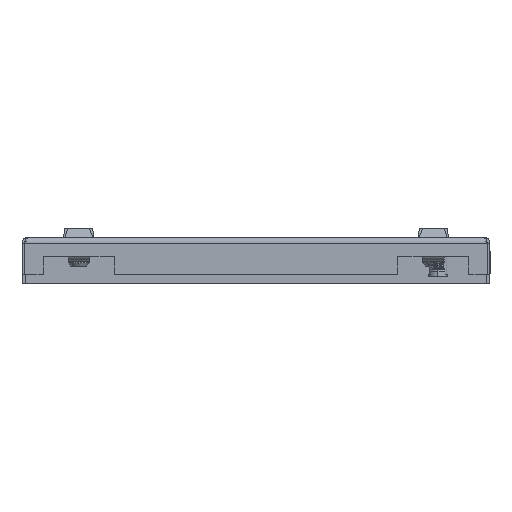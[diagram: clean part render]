
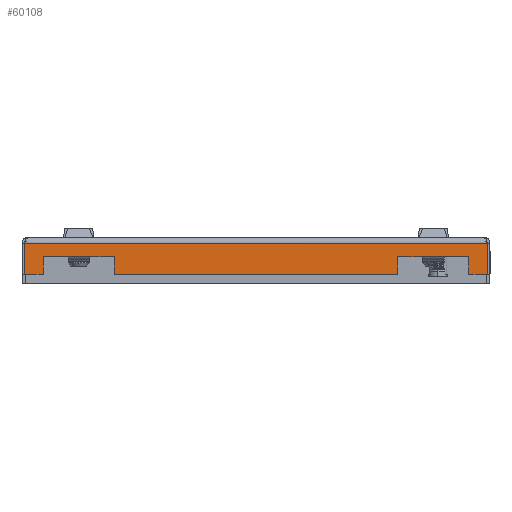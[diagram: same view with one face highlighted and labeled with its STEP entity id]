
A CAD part, left-side view. The second image highlights one B-rep face of the part: STEP entity #60108.
In plain terms, the highlighted planar face has unit normal (-1, 0, 0).
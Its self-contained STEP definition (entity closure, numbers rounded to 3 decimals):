
#11241 = EDGE_LOOP ( 'NONE', ( #28144, #28143, #28142, #28141, #28140, #28139, #28138, #28137, #28136, #28135, #28134, #28133 ) ) ;
#25441 = PLANE ( 'NONE',  #65215 ) ;
#25443 = CARTESIAN_POINT ( 'NONE',  ( -232.5, -98., 0. ) ) ;
#25444 = DIRECTION ( 'NONE',  ( 1., 0., 0. ) ) ;
#25445 = DIRECTION ( 'NONE',  ( 0., 0., -1. ) ) ;
#28133 = ORIENTED_EDGE ( 'NONE', *, *, #41777, .F. ) ;
#28134 = ORIENTED_EDGE ( 'NONE', *, *, #41776, .T. ) ;
#28135 = ORIENTED_EDGE ( 'NONE', *, *, #41775, .T. ) ;
#28136 = ORIENTED_EDGE ( 'NONE', *, *, #41774, .T. ) ;
#28137 = ORIENTED_EDGE ( 'NONE', *, *, #41773, .T. ) ;
#28138 = ORIENTED_EDGE ( 'NONE', *, *, #41772, .T. ) ;
#28139 = ORIENTED_EDGE ( 'NONE', *, *, #41771, .T. ) ;
#28140 = ORIENTED_EDGE ( 'NONE', *, *, #41770, .T. ) ;
#28141 = ORIENTED_EDGE ( 'NONE', *, *, #41769, .T. ) ;
#28142 = ORIENTED_EDGE ( 'NONE', *, *, #41768, .T. ) ;
#28143 = ORIENTED_EDGE ( 'NONE', *, *, #41767, .T. ) ;
#28144 = ORIENTED_EDGE ( 'NONE', *, *, #41766, .F. ) ;
#37728 = VERTEX_POINT ( 'NONE', #60139 ) ;
#37729 = VERTEX_POINT ( 'NONE', #60137 ) ;
#37730 = VERTEX_POINT ( 'NONE', #60135 ) ;
#37731 = VERTEX_POINT ( 'NONE', #60134 ) ;
#37732 = VERTEX_POINT ( 'NONE', #60132 ) ;
#37733 = VERTEX_POINT ( 'NONE', #60130 ) ;
#37734 = VERTEX_POINT ( 'NONE', #60129 ) ;
#37735 = VERTEX_POINT ( 'NONE', #60127 ) ;
#37736 = VERTEX_POINT ( 'NONE', #60125 ) ;
#37737 = VERTEX_POINT ( 'NONE', #60124 ) ;
#37743 = VERTEX_POINT ( 'NONE', #60114 ) ;
#37752 = VERTEX_POINT ( 'NONE', #60099 ) ;
#41766 = EDGE_CURVE ( 'NONE', #37743, #37752, #67154, .T. ) ;
#41767 = EDGE_CURVE ( 'NONE', #37743, #37737, #67168, .T. ) ;
#41768 = EDGE_CURVE ( 'NONE', #37737, #37736, #67162, .T. ) ;
#41769 = EDGE_CURVE ( 'NONE', #37736, #37735, #67172, .T. ) ;
#41770 = EDGE_CURVE ( 'NONE', #37735, #37734, #67174, .T. ) ;
#41771 = EDGE_CURVE ( 'NONE', #37734, #37733, #67176, .T. ) ;
#41772 = EDGE_CURVE ( 'NONE', #37733, #37732, #67178, .T. ) ;
#41773 = EDGE_CURVE ( 'NONE', #37732, #37731, #67180, .T. ) ;
#41774 = EDGE_CURVE ( 'NONE', #37731, #37730, #67182, .T. ) ;
#41775 = EDGE_CURVE ( 'NONE', #37730, #37729, #67184, .T. ) ;
#41776 = EDGE_CURVE ( 'NONE', #37729, #37728, #67186, .T. ) ;
#41777 = EDGE_CURVE ( 'NONE', #37752, #37728, #67188, .T. ) ;
#50701 = DIRECTION ( 'NONE',  ( 0., 0., -1. ) ) ;
#50704 = CARTESIAN_POINT ( 'NONE',  ( -232.5, -97.999, 195.701 ) ) ;
#50706 = DIRECTION ( 'NONE',  ( 0., -1., 0. ) ) ;
#50708 = CARTESIAN_POINT ( 'NONE',  ( -232.5, -98., -14. ) ) ;
#50710 = DIRECTION ( 'NONE',  ( 0., 0., -1. ) ) ;
#50712 = CARTESIAN_POINT ( 'NONE',  ( -232.5, -90., -14. ) ) ;
#50713 = DIRECTION ( 'NONE',  ( 0., -1., 0. ) ) ;
#50715 = CARTESIAN_POINT ( 'NONE',  ( -232.5, -90., -6.5 ) ) ;
#50717 = DIRECTION ( 'NONE',  ( 0., 0., 1. ) ) ;
#50757 = CARTESIAN_POINT ( 'NONE',  ( -232.5, -60., -14. ) ) ;
#50759 = DIRECTION ( 'NONE',  ( 0., -1., 0. ) ) ;
#50761 = CARTESIAN_POINT ( 'NONE',  ( -232.5, -98., -14. ) ) ;
#50762 = DIRECTION ( 'NONE',  ( 0., 0., -1. ) ) ;
#50764 = CARTESIAN_POINT ( 'NONE',  ( -232.5, 60., -14. ) ) ;
#50766 = DIRECTION ( 'NONE',  ( 0., -1., 0. ) ) ;
#50768 = CARTESIAN_POINT ( 'NONE',  ( -232.5, 90., -6.5 ) ) ;
#50770 = DIRECTION ( 'NONE',  ( 0., 0., 1. ) ) ;
#50772 = CARTESIAN_POINT ( 'NONE',  ( -232.5, 90., -14. ) ) ;
#50774 = DIRECTION ( 'NONE',  ( 0., -1., 0. ) ) ;
#50776 = DIRECTION ( 'NONE',  ( 0., 0., -1. ) ) ;
#50778 = CARTESIAN_POINT ( 'NONE',  ( -232.5, 97.999, 195.697 ) ) ;
#50780 = DIRECTION ( 'NONE',  ( 0., -1., 0. ) ) ;
#50782 = CARTESIAN_POINT ( 'NONE',  ( -232.5, 196.01, -0.75 ) ) ;
#50798 = CARTESIAN_POINT ( 'NONE',  ( -232.5, -98., -14. ) ) ;
#60099 = CARTESIAN_POINT ( 'NONE',  ( -232.5, -97.999, -0.75 ) ) ;
#60108 = ADVANCED_FACE ( 'NONE', ( #87302 ), #25441, .F. ) ;
#60114 = CARTESIAN_POINT ( 'NONE',  ( -232.5, 97.999, -0.75 ) ) ;
#60124 = CARTESIAN_POINT ( 'NONE',  ( -232.5, 98., -14. ) ) ;
#60125 = CARTESIAN_POINT ( 'NONE',  ( -232.5, 90., -14. ) ) ;
#60127 = CARTESIAN_POINT ( 'NONE',  ( -232.5, 90., -6.5 ) ) ;
#60129 = CARTESIAN_POINT ( 'NONE',  ( -232.5, 60., -6.5 ) ) ;
#60130 = CARTESIAN_POINT ( 'NONE',  ( -232.5, 60., -14. ) ) ;
#60132 = CARTESIAN_POINT ( 'NONE',  ( -232.5, -60., -14. ) ) ;
#60134 = CARTESIAN_POINT ( 'NONE',  ( -232.5, -60., -6.5 ) ) ;
#60135 = CARTESIAN_POINT ( 'NONE',  ( -232.5, -90., -6.5 ) ) ;
#60137 = CARTESIAN_POINT ( 'NONE',  ( -232.5, -90., -14. ) ) ;
#60139 = CARTESIAN_POINT ( 'NONE',  ( -232.5, -98., -14. ) ) ;
#65215 = AXIS2_PLACEMENT_3D ( 'NONE', #25443, #25444, #25445 ) ;
#67154 = LINE ( 'NONE', #50782, #67169 ) ;
#67162 = LINE ( 'NONE', #50798, #67173 ) ;
#67168 = LINE ( 'NONE', #50778, #67171 ) ;
#67169 = VECTOR ( 'NONE', #50780, 1000. ) ;
#67171 = VECTOR ( 'NONE', #50776, 1000. ) ;
#67172 = LINE ( 'NONE', #50772, #67175 ) ;
#67173 = VECTOR ( 'NONE', #50774, 1000. ) ;
#67174 = LINE ( 'NONE', #50768, #67177 ) ;
#67175 = VECTOR ( 'NONE', #50770, 1000. ) ;
#67176 = LINE ( 'NONE', #50764, #67179 ) ;
#67177 = VECTOR ( 'NONE', #50766, 1000. ) ;
#67178 = LINE ( 'NONE', #50761, #67181 ) ;
#67179 = VECTOR ( 'NONE', #50762, 1000. ) ;
#67180 = LINE ( 'NONE', #50757, #67183 ) ;
#67181 = VECTOR ( 'NONE', #50759, 1000. ) ;
#67182 = LINE ( 'NONE', #50715, #67185 ) ;
#67183 = VECTOR ( 'NONE', #50717, 1000. ) ;
#67184 = LINE ( 'NONE', #50712, #67187 ) ;
#67185 = VECTOR ( 'NONE', #50713, 1000. ) ;
#67186 = LINE ( 'NONE', #50708, #67189 ) ;
#67187 = VECTOR ( 'NONE', #50710, 1000. ) ;
#67188 = LINE ( 'NONE', #50704, #67191 ) ;
#67189 = VECTOR ( 'NONE', #50706, 1000. ) ;
#67191 = VECTOR ( 'NONE', #50701, 1000. ) ;
#87302 = FACE_OUTER_BOUND ( 'NONE', #11241, .T. ) ;
